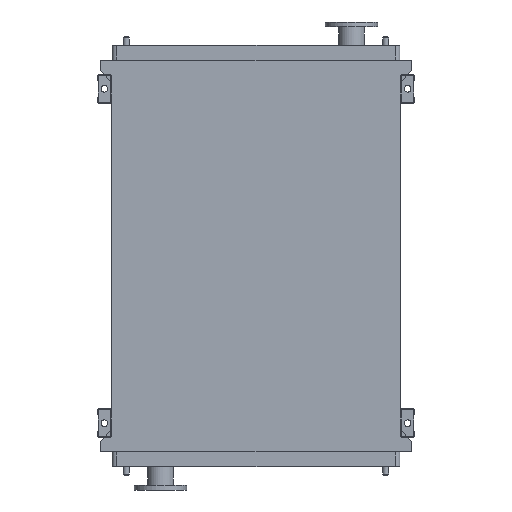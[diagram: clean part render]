
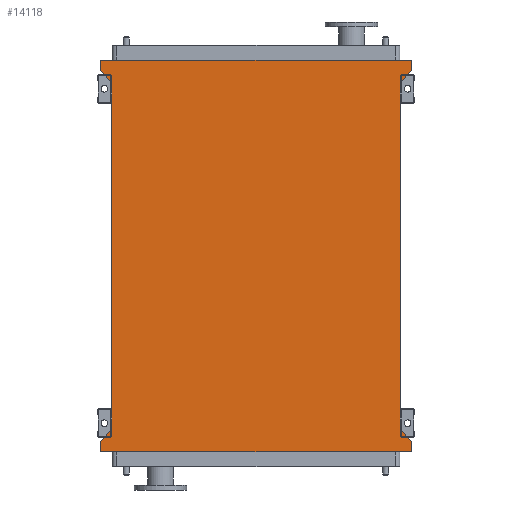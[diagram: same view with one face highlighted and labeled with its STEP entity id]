
A CAD part, front view. The second image highlights one B-rep face of the part: STEP entity #14118.
In plain terms, the highlighted planar face has unit normal (0, -1, 0).
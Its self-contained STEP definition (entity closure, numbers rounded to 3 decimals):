
#120 = VECTOR ( 'NONE', #15567, 1000. ) ;
#375 = VECTOR ( 'NONE', #12843, 1000. ) ;
#517 = VERTEX_POINT ( 'NONE', #6859 ) ;
#715 = LINE ( 'NONE', #7198, #7946 ) ;
#775 = DIRECTION ( 'NONE',  ( 1., 0., 0. ) ) ;
#1274 = DIRECTION ( 'NONE',  ( 0., 0., 1. ) ) ;
#1357 = CARTESIAN_POINT ( 'NONE',  ( 651., 0., -1545. ) ) ;
#1632 = EDGE_LOOP ( 'NONE', ( #7222, #8112, #9444, #13572, #4057, #12065, #16585, #2470, #18323, #4307, #5673, #13590 ) ) ;
#1981 = VERTEX_POINT ( 'NONE', #12386 ) ;
#2096 = EDGE_CURVE ( 'NONE', #1981, #15161, #15700, .T. ) ;
#2167 = VERTEX_POINT ( 'NONE', #7231 ) ;
#2312 = CARTESIAN_POINT ( 'NONE',  ( -605., 0., -1450. ) ) ;
#2329 = VECTOR ( 'NONE', #14256, 1000. ) ;
#2461 = CARTESIAN_POINT ( 'NONE',  ( -651., 0., 95. ) ) ;
#2470 = ORIENTED_EDGE ( 'NONE', *, *, #16625, .F. ) ;
#2526 = CARTESIAN_POINT ( 'NONE',  ( 651., 0., -1503. ) ) ;
#2811 = DIRECTION ( 'NONE',  ( -1., 0., 0. ) ) ;
#2821 = EDGE_CURVE ( 'NONE', #17153, #14432, #8067, .T. ) ;
#3317 = FACE_OUTER_BOUND ( 'NONE', #1632, .T. ) ;
#3325 = EDGE_CURVE ( 'NONE', #5281, #1981, #4222, .T. ) ;
#3513 = LINE ( 'NONE', #5093, #14348 ) ;
#3612 = EDGE_CURVE ( 'NONE', #4325, #17153, #3513, .T. ) ;
#3774 = PLANE ( 'NONE',  #14145 ) ;
#3828 = CARTESIAN_POINT ( 'NONE',  ( -605., 0., 0. ) ) ;
#3905 = LINE ( 'NONE', #3828, #14712 ) ;
#3935 = CARTESIAN_POINT ( 'NONE',  ( -651., 0., -1503. ) ) ;
#4057 = ORIENTED_EDGE ( 'NONE', *, *, #13299, .F. ) ;
#4222 = LINE ( 'NONE', #1357, #14569 ) ;
#4307 = ORIENTED_EDGE ( 'NONE', *, *, #3325, .F. ) ;
#4325 = VERTEX_POINT ( 'NONE', #2461 ) ;
#4335 = CARTESIAN_POINT ( 'NONE',  ( 605., 0., -1450. ) ) ;
#4520 = EDGE_CURVE ( 'NONE', #13398, #6514, #14778, .T. ) ;
#5093 = CARTESIAN_POINT ( 'NONE',  ( -651., 0., 95. ) ) ;
#5203 = DIRECTION ( 'NONE',  ( 0., 0., 1. ) ) ;
#5245 = DIRECTION ( 'NONE',  ( 0., 0., -1. ) ) ;
#5269 = CARTESIAN_POINT ( 'NONE',  ( 651., 0., 53. ) ) ;
#5281 = VERTEX_POINT ( 'NONE', #9026 ) ;
#5291 = DIRECTION ( 'NONE',  ( -0.655, 0., 0.755 ) ) ;
#5673 = ORIENTED_EDGE ( 'NONE', *, *, #17451, .F. ) ;
#5856 = CARTESIAN_POINT ( 'NONE',  ( -651., 0., -1503. ) ) ;
#6110 = EDGE_CURVE ( 'NONE', #14432, #6514, #14297, .T. ) ;
#6186 = VERTEX_POINT ( 'NONE', #2526 ) ;
#6194 = LINE ( 'NONE', #5856, #2329 ) ;
#6514 = VERTEX_POINT ( 'NONE', #7580 ) ;
#6714 = DIRECTION ( 'NONE',  ( -0.655, 0., -0.755 ) ) ;
#6731 = VERTEX_POINT ( 'NONE', #18118 ) ;
#6859 = CARTESIAN_POINT ( 'NONE',  ( -605., 0., 0. ) ) ;
#7073 = DIRECTION ( 'NONE',  ( 0.655, 0., -0.755 ) ) ;
#7198 = CARTESIAN_POINT ( 'NONE',  ( 651., 0., -1503. ) ) ;
#7222 = ORIENTED_EDGE ( 'NONE', *, *, #4520, .T. ) ;
#7231 = CARTESIAN_POINT ( 'NONE',  ( -605., 0., -1450. ) ) ;
#7562 = CARTESIAN_POINT ( 'NONE',  ( 651., 0., 53. ) ) ;
#7580 = CARTESIAN_POINT ( 'NONE',  ( 605., 0., 0. ) ) ;
#7792 = EDGE_CURVE ( 'NONE', #13398, #6186, #17998, .T. ) ;
#7946 = VECTOR ( 'NONE', #12828, 1000. ) ;
#8067 = LINE ( 'NONE', #8643, #375 ) ;
#8112 = ORIENTED_EDGE ( 'NONE', *, *, #6110, .F. ) ;
#8643 = CARTESIAN_POINT ( 'NONE',  ( 651., 0., 95. ) ) ;
#9026 = CARTESIAN_POINT ( 'NONE',  ( 651., 0., -1545. ) ) ;
#9226 = EDGE_CURVE ( 'NONE', #517, #6731, #3905, .T. ) ;
#9444 = ORIENTED_EDGE ( 'NONE', *, *, #2821, .F. ) ;
#10529 = LINE ( 'NONE', #13641, #14206 ) ;
#10729 = CARTESIAN_POINT ( 'NONE',  ( 651., 0., 95. ) ) ;
#10929 = VECTOR ( 'NONE', #16714, 1000. ) ;
#11368 = LINE ( 'NONE', #15322, #10929 ) ;
#11930 = EDGE_CURVE ( 'NONE', #2167, #517, #10529, .T. ) ;
#11954 = CARTESIAN_POINT ( 'NONE',  ( 605., 0., -1450. ) ) ;
#12065 = ORIENTED_EDGE ( 'NONE', *, *, #9226, .F. ) ;
#12386 = CARTESIAN_POINT ( 'NONE',  ( -651., 0., -1545. ) ) ;
#12828 = DIRECTION ( 'NONE',  ( 0., 0., -1. ) ) ;
#12843 = DIRECTION ( 'NONE',  ( 0., 0., -1. ) ) ;
#13299 = EDGE_CURVE ( 'NONE', #6731, #4325, #11368, .T. ) ;
#13398 = VERTEX_POINT ( 'NONE', #11954 ) ;
#13572 = ORIENTED_EDGE ( 'NONE', *, *, #3612, .F. ) ;
#13590 = ORIENTED_EDGE ( 'NONE', *, *, #7792, .F. ) ;
#13641 = CARTESIAN_POINT ( 'NONE',  ( -605., 0., -1450. ) ) ;
#13682 = DIRECTION ( 'NONE',  ( 0., -1., 0. ) ) ;
#13914 = VECTOR ( 'NONE', #7073, 1000. ) ;
#14050 = CARTESIAN_POINT ( 'NONE',  ( 605., 0., -1450. ) ) ;
#14118 = ADVANCED_FACE ( 'NONE', ( #3317 ), #3774, .T. ) ;
#14145 = AXIS2_PLACEMENT_3D ( 'NONE', #2312, #13682, #5245 ) ;
#14206 = VECTOR ( 'NONE', #5203, 1000. ) ;
#14256 = DIRECTION ( 'NONE',  ( 0.655, 0., 0.755 ) ) ;
#14297 = LINE ( 'NONE', #5269, #17530 ) ;
#14348 = VECTOR ( 'NONE', #775, 1000. ) ;
#14402 = VECTOR ( 'NONE', #1274, 1000. ) ;
#14432 = VERTEX_POINT ( 'NONE', #7562 ) ;
#14569 = VECTOR ( 'NONE', #2811, 1000. ) ;
#14712 = VECTOR ( 'NONE', #5291, 1000. ) ;
#14778 = LINE ( 'NONE', #4335, #120 ) ;
#15161 = VERTEX_POINT ( 'NONE', #3935 ) ;
#15322 = CARTESIAN_POINT ( 'NONE',  ( -651., 0., 53. ) ) ;
#15567 = DIRECTION ( 'NONE',  ( 0., 0., 1. ) ) ;
#15700 = LINE ( 'NONE', #18100, #14402 ) ;
#16585 = ORIENTED_EDGE ( 'NONE', *, *, #11930, .F. ) ;
#16625 = EDGE_CURVE ( 'NONE', #15161, #2167, #6194, .T. ) ;
#16714 = DIRECTION ( 'NONE',  ( 0., 0., 1. ) ) ;
#17153 = VERTEX_POINT ( 'NONE', #10729 ) ;
#17451 = EDGE_CURVE ( 'NONE', #6186, #5281, #715, .T. ) ;
#17530 = VECTOR ( 'NONE', #6714, 1000. ) ;
#17998 = LINE ( 'NONE', #14050, #13914 ) ;
#18100 = CARTESIAN_POINT ( 'NONE',  ( -651., 0., -1545. ) ) ;
#18118 = CARTESIAN_POINT ( 'NONE',  ( -651., 0., 53. ) ) ;
#18323 = ORIENTED_EDGE ( 'NONE', *, *, #2096, .F. ) ;
